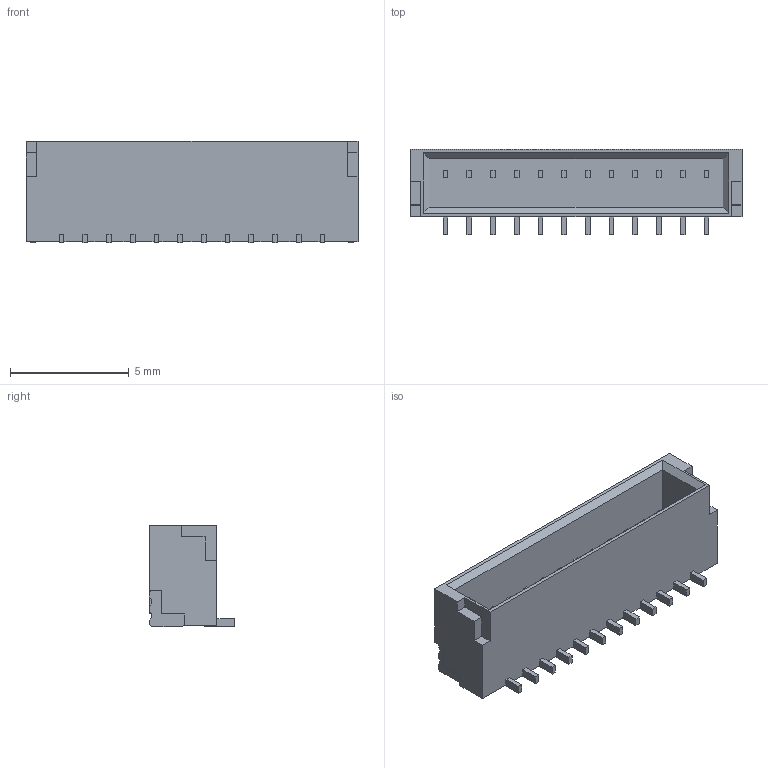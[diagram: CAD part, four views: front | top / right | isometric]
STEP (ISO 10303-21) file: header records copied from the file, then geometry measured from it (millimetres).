
FILE_DESCRIPTION(/* description */ ('model of Conn_JST-SH-12P-1.0-TOP'),/* implementation_level */ '2;1');
FILE_NAME(/* name */ 'Conn_JST-SH-12P-1.0-TOP.stp',/* time_stamp */ '2015-12-05T23:08:51',/* author */ ('Joan The Spark',''),/* organization */ (''),/* preprocessor_version */ '',/* originating_system */ '',/* authorisation */ '');
FILE_SCHEMA (('AUTOMOTIVE_DESIGN { 1 0 10303 214 3 1 1 }'));
Length unit declared in the file: millimetre
Products named in the file (1): Conn_JST-SH-xP-1.0-TOP
Bounding box: 14 x 3.6 x 4.3 mm (x, y, z)
Volume: 82.8 mm3; surface area: 346.4 mm2
Topology: 1 solids, 1 shells, 377 faces, 1028 edges, 682 vertices
Faces by surface type: plane 376, cylinder 1
Full cylindrical faces by diameter (mm): 0.5 x1
Entity records: 11892 total; most frequent: CARTESIAN_POINT 2087, ORIENTED_EDGE 2054, DIRECTION 1785, EDGE_CURVE 1027, LINE 1025, VECTOR 1025, VERTEX_POINT 682, EDGE_LOOP 407
